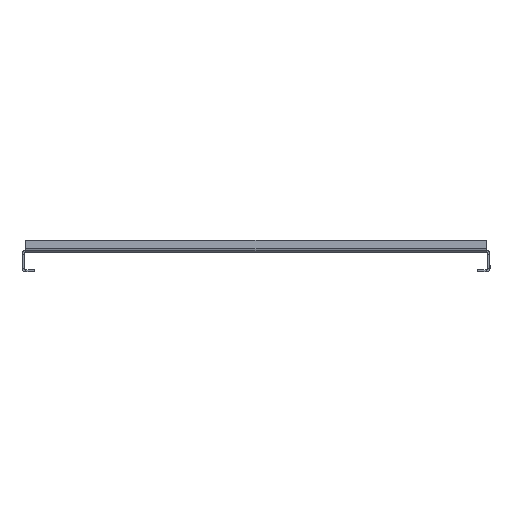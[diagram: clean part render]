
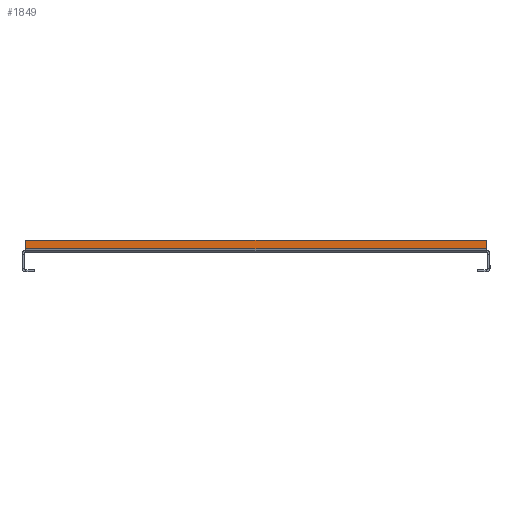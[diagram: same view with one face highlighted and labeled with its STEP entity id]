
A CAD part, left-side view. The second image highlights one B-rep face of the part: STEP entity #1849.
In plain terms, the highlighted planar face has unit normal (-1, 0, 0).
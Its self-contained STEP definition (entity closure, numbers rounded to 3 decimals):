
#65 = VERTEX_POINT ( 'NONE', #630 ) ;
#133 = DIRECTION ( 'NONE',  ( 0., 1., 0. ) ) ;
#169 = CARTESIAN_POINT ( 'NONE',  ( -151.487, -88.211, 0. ) ) ;
#197 = EDGE_CURVE ( 'NONE', #992, #65, #1179, .T. ) ;
#341 = EDGE_CURVE ( 'NONE', #1488, #1775, #1231, .T. ) ;
#342 = DIRECTION ( 'NONE',  ( 0., 0., 1. ) ) ;
#345 = ORIENTED_EDGE ( 'NONE', *, *, #341, .T. ) ;
#361 = LINE ( 'NONE', #532, #1159 ) ;
#485 = CARTESIAN_POINT ( 'NONE',  ( -151.487, 206.789, 1. ) ) ;
#487 = EDGE_LOOP ( 'NONE', ( #926, #1254, #1756, #345 ) ) ;
#532 = CARTESIAN_POINT ( 'NONE',  ( -151.487, -88.211, 6.5 ) ) ;
#539 = CARTESIAN_POINT ( 'NONE',  ( -151.487, 206.789, 0. ) ) ;
#613 = VECTOR ( 'NONE', #133, 1000. ) ;
#630 = CARTESIAN_POINT ( 'NONE',  ( -151.487, -88.211, 6.5 ) ) ;
#759 = AXIS2_PLACEMENT_3D ( 'NONE', #1192, #1216, #887 ) ;
#887 = DIRECTION ( 'NONE',  ( 0., 0., -1. ) ) ;
#926 = ORIENTED_EDGE ( 'NONE', *, *, #2161, .F. ) ;
#992 = VERTEX_POINT ( 'NONE', #2026 ) ;
#1070 = DIRECTION ( 'NONE',  ( 0., 1., 0. ) ) ;
#1159 = VECTOR ( 'NONE', #1070, 1000. ) ;
#1179 = LINE ( 'NONE', #169, #2092 ) ;
#1192 = CARTESIAN_POINT ( 'NONE',  ( -151.487, -88.211, 0. ) ) ;
#1216 = DIRECTION ( 'NONE',  ( 1., 0., 0. ) ) ;
#1231 = LINE ( 'NONE', #539, #1935 ) ;
#1254 = ORIENTED_EDGE ( 'NONE', *, *, #197, .T. ) ;
#1287 = LINE ( 'NONE', #1827, #613 ) ;
#1488 = VERTEX_POINT ( 'NONE', #1902 ) ;
#1511 = EDGE_CURVE ( 'NONE', #65, #1488, #361, .T. ) ;
#1740 = PLANE ( 'NONE',  #759 ) ;
#1756 = ORIENTED_EDGE ( 'NONE', *, *, #1511, .T. ) ;
#1775 = VERTEX_POINT ( 'NONE', #485 ) ;
#1827 = CARTESIAN_POINT ( 'NONE',  ( -151.487, 206.789, 1. ) ) ;
#1849 = ADVANCED_FACE ( 'NONE', ( #2084 ), #1740, .F. ) ;
#1902 = CARTESIAN_POINT ( 'NONE',  ( -151.487, 206.789, 6.5 ) ) ;
#1929 = DIRECTION ( 'NONE',  ( 0., 0., -1. ) ) ;
#1935 = VECTOR ( 'NONE', #1929, 1000. ) ;
#2026 = CARTESIAN_POINT ( 'NONE',  ( -151.487, -88.211, 1. ) ) ;
#2084 = FACE_OUTER_BOUND ( 'NONE', #487, .T. ) ;
#2092 = VECTOR ( 'NONE', #342, 1000. ) ;
#2161 = EDGE_CURVE ( 'NONE', #992, #1775, #1287, .T. ) ;
